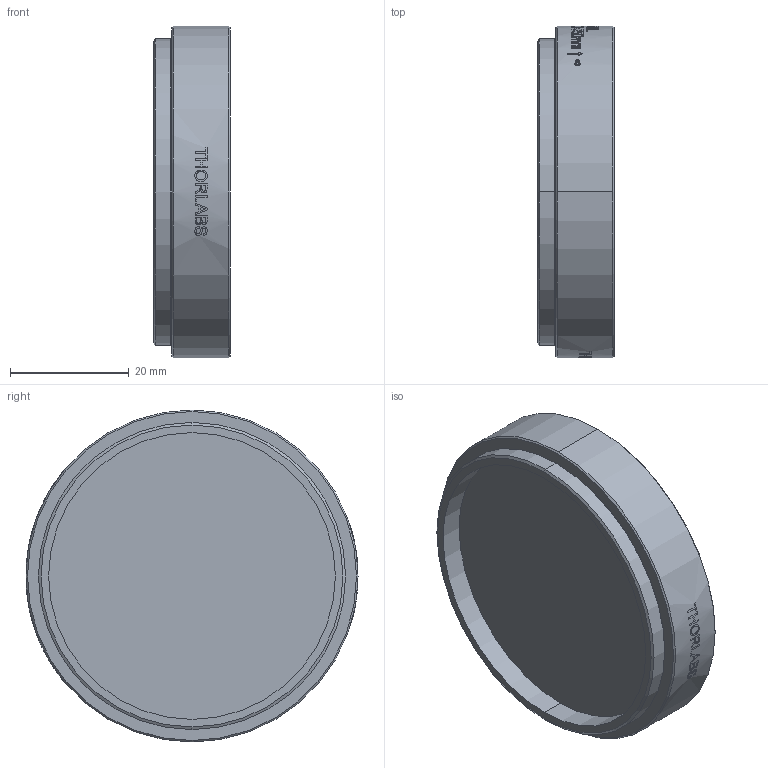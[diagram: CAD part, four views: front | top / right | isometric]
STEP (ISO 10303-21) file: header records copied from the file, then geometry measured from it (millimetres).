
FILE_DESCRIPTION (( 'STEP AP203' ), '1' );
FILE_NAME ('TTN039373-E0W.STEP', '2015-11-04T22:02:36', ( 'admin' ), ( '' ), 'SwSTEP 2.0', 'SolidWorks 2014', '' );
FILE_SCHEMA (( 'CONFIG_CONTROL_DESIGN' ));
Length unit declared in the file: millimetre
Products named in the file (1): TTN039373-E0W
Bounding box: 12.95 x 55.88 x 55.88 mm (x, y, z)
Volume: 12161.5 mm3; surface area: 11352 mm2
Topology: 3 solids, 3 shells, 108 faces, 566 edges, 519 vertices
Faces by surface type: cylinder 72, cone 18, plane 16, torus 2
Entity records: 9516 total; most frequent: CARTESIAN_POINT 4908, ORIENTED_EDGE 1128, DIRECTION 747, EDGE_CURVE 564, VERTEX_POINT 519, AXIS2_PLACEMENT_3D 300, B_SPLINE_CURVE_WITH_KNOTS 226, CIRCLE 191
